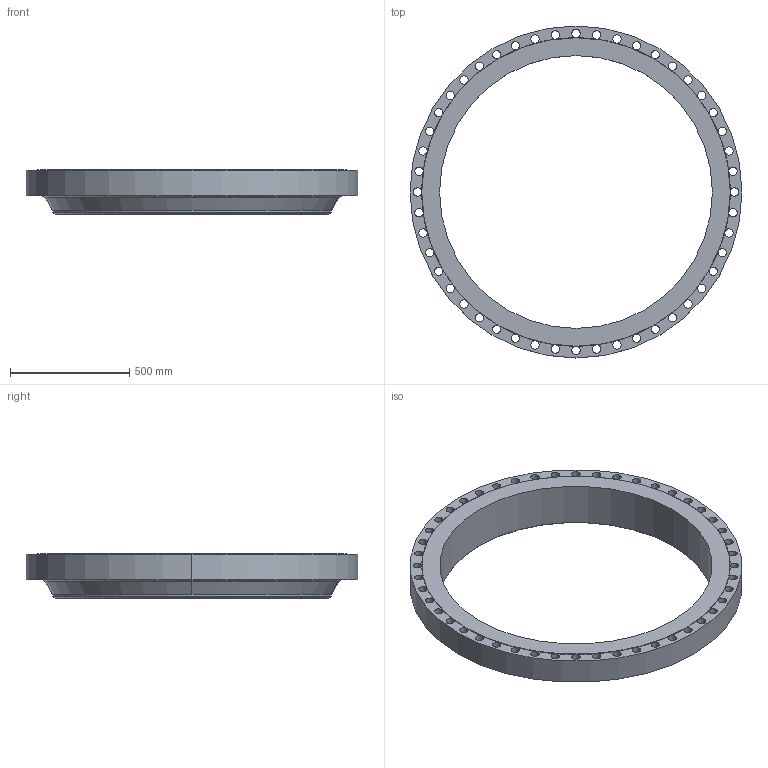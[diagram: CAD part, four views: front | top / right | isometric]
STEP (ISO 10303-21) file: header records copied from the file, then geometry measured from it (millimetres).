
FILE_DESCRIPTION (( 'STEP AP203' ), '1' );
FILE_NAME ('46_CL350_B161_RF_WNF_OB_XH.STEP', '2024-01-18T21:57:15', ( '' ), ( '' ), 'SwSTEP 2.0', 'SolidWorks 2023', '' );
FILE_SCHEMA (( 'CONFIG_CONTROL_DESIGN' ));
Length unit declared in the file: inch
Products named in the file (1): 46_CL350_B161_RF_WNF_OB_XH
Bounding box: 1390.65 x 1390.65 x 185.74 mm (x, y, z)
Volume: 56005661.3 mm3; surface area: 2770892.8 mm2
Topology: 1 solids, 1 shells, 114 faces, 416 edges, 258 vertices
Faces by surface type: cylinder 104, cone 4, plane 4, torus 2
Entity records: 4839 total; most frequent: DIRECTION 954, ORIENTED_EDGE 832, CARTESIAN_POINT 789, AXIS2_PLACEMENT_3D 423, EDGE_CURVE 416, CIRCLE 308, VERTEX_POINT 258, EDGE_LOOP 166
